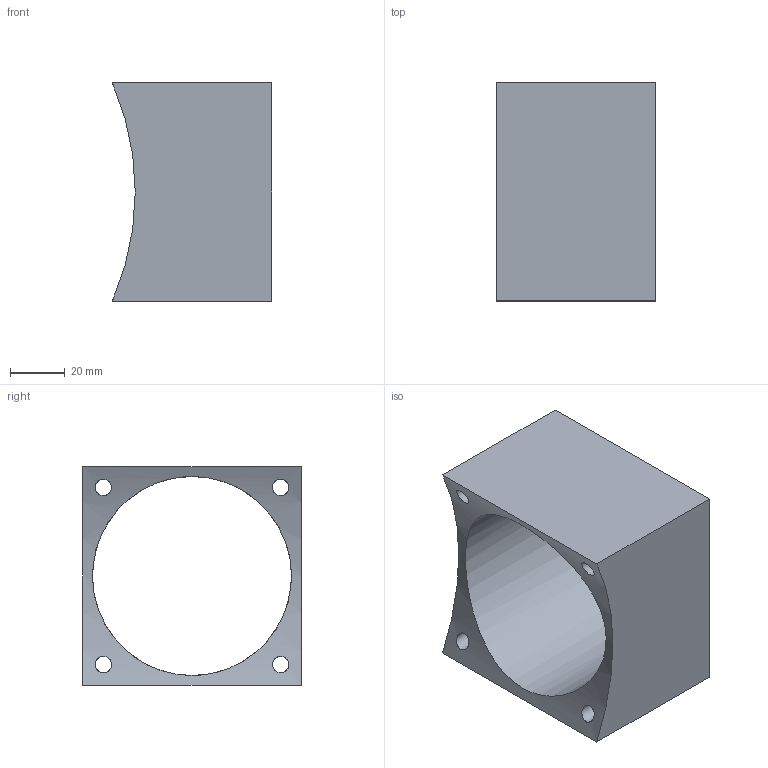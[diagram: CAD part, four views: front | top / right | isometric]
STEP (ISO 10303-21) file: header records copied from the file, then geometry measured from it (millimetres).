
FILE_DESCRIPTION(/* description */ (''),/* implementation_level */ '2;1');
FILE_NAME(/* name */ 'Bohrhilfe.stp',/* time_stamp */ '2020-11-21T21:10:01+01:00',/* author */ ('User'),/* organization */ (''),/* preprocessor_version */ 'ST-DEVELOPER v17',/* originating_system */ 'Autodesk Inventor 2019',/* authorisation */ '');
FILE_SCHEMA (('AUTOMOTIVE_DESIGN { 1 0 10303 214 3 1 1 }'));
Length unit declared in the file: millimetre
Products named in the file (1): Bohrhilfe
Bounding box: 58.35 x 80 x 80 mm (x, y, z)
Volume: 114871.4 mm3; surface area: 38512.9 mm2
Topology: 1 solids, 1 shells, 11 faces, 32 edges, 23 vertices
Faces by surface type: cylinder 6, plane 5
Full cylindrical faces by diameter (mm): 6 x4, 73 x1
Entity records: 614 total; most frequent: CARTESIAN_POINT 269, ORIENTED_EDGE 64, DIRECTION 53, EDGE_CURVE 32, VERTEX_POINT 23, EDGE_LOOP 21, AXIS2_PLACEMENT_3D 19, LINE 15
